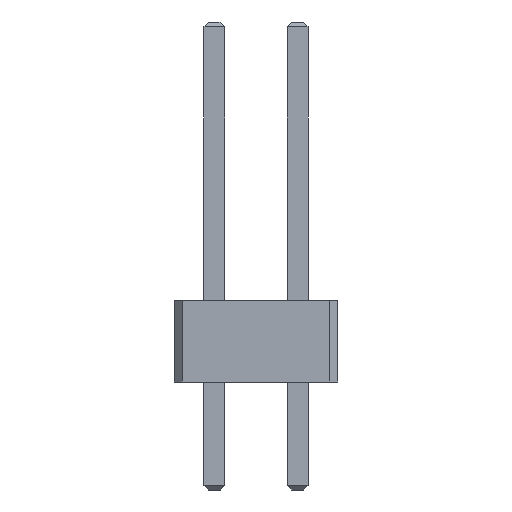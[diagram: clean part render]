
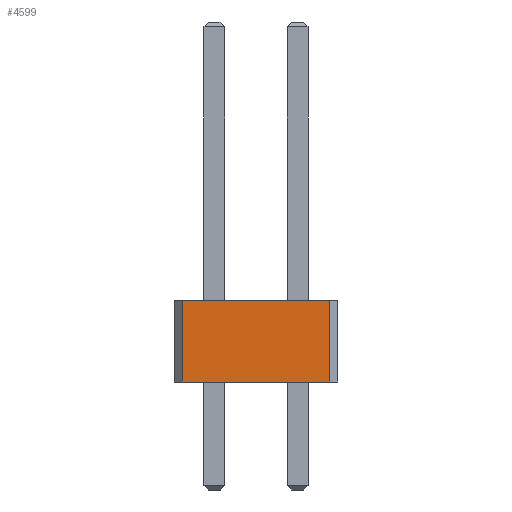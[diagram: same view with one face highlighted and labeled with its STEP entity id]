
A CAD part, front view. The second image highlights one B-rep face of the part: STEP entity #4599.
In plain terms, the highlighted face is planar.
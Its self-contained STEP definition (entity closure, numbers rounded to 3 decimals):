
#55 = PLANE('',#56);
#56 = AXIS2_PLACEMENT_3D('',#57,#58,#59);
#57 = CARTESIAN_POINT('',(-1.02,-1.23,0.));
#58 = DIRECTION('',(0.,0.,-1.));
#59 = DIRECTION('',(-1.,0.,0.));
#111 = PLANE('',#112);
#112 = AXIS2_PLACEMENT_3D('',#113,#114,#115);
#113 = CARTESIAN_POINT('',(-1.02,-1.23,2.5));
#114 = DIRECTION('',(0.,0.,-1.));
#115 = DIRECTION('',(-1.,0.,0.));
#592 = VERTEX_POINT('',#593);
#593 = CARTESIAN_POINT('',(11.43,3.52,0.));
#607 = PLANE('',#608);
#608 = AXIS2_PLACEMENT_3D('',#609,#610,#611);
#609 = CARTESIAN_POINT('',(11.305,3.645,0.));
#610 = DIRECTION('',(0.707,0.707,0.));
#611 = DIRECTION('',(0.,0.,-1.));
#619 = EDGE_CURVE('',#620,#592,#622,.T.);
#620 = VERTEX_POINT('',#621);
#621 = CARTESIAN_POINT('',(11.43,-0.98,0.));
#622 = SURFACE_CURVE('',#623,(#627,#634),.PCURVE_S1.);
#623 = LINE('',#624,#625);
#624 = CARTESIAN_POINT('',(11.43,-1.23,0.));
#625 = VECTOR('',#626,1.);
#626 = DIRECTION('',(0.,1.,0.));
#627 = PCURVE('',#55,#628);
#628 = DEFINITIONAL_REPRESENTATION('',(#629),#633);
#629 = LINE('',#630,#631);
#630 = CARTESIAN_POINT('',(-12.45,0.));
#631 = VECTOR('',#632,1.);
#632 = DIRECTION('',(0.,1.));
#633 = ( GEOMETRIC_REPRESENTATION_CONTEXT(2) 
PARAMETRIC_REPRESENTATION_CONTEXT() REPRESENTATION_CONTEXT('2D SPACE',''
  ) );
#634 = PCURVE('',#635,#640);
#635 = PLANE('',#636);
#636 = AXIS2_PLACEMENT_3D('',#637,#638,#639);
#637 = CARTESIAN_POINT('',(11.43,-1.23,0.));
#638 = DIRECTION('',(-1.,0.,0.));
#639 = DIRECTION('',(0.,1.,0.));
#640 = DEFINITIONAL_REPRESENTATION('',(#641),#645);
#641 = LINE('',#642,#643);
#642 = CARTESIAN_POINT('',(0.,0.));
#643 = VECTOR('',#644,1.);
#644 = DIRECTION('',(1.,0.));
#645 = ( GEOMETRIC_REPRESENTATION_CONTEXT(2) 
PARAMETRIC_REPRESENTATION_CONTEXT() REPRESENTATION_CONTEXT('2D SPACE',''
  ) );
#663 = PLANE('',#664);
#664 = AXIS2_PLACEMENT_3D('',#665,#666,#667);
#665 = CARTESIAN_POINT('',(11.305,-1.105,0.));
#666 = DIRECTION('',(0.707,-0.707,0.));
#667 = DIRECTION('',(-0.,-0.,-1.));
#2496 = VERTEX_POINT('',#2497);
#2497 = CARTESIAN_POINT('',(11.43,3.52,2.5));
#2518 = EDGE_CURVE('',#2519,#2496,#2521,.T.);
#2519 = VERTEX_POINT('',#2520);
#2520 = CARTESIAN_POINT('',(11.43,-0.98,2.5));
#2521 = SURFACE_CURVE('',#2522,(#2526,#2533),.PCURVE_S1.);
#2522 = LINE('',#2523,#2524);
#2523 = CARTESIAN_POINT('',(11.43,-1.23,2.5));
#2524 = VECTOR('',#2525,1.);
#2525 = DIRECTION('',(0.,1.,0.));
#2526 = PCURVE('',#111,#2527);
#2527 = DEFINITIONAL_REPRESENTATION('',(#2528),#2532);
#2528 = LINE('',#2529,#2530);
#2529 = CARTESIAN_POINT('',(-12.45,0.));
#2530 = VECTOR('',#2531,1.);
#2531 = DIRECTION('',(0.,1.));
#2532 = ( GEOMETRIC_REPRESENTATION_CONTEXT(2) 
PARAMETRIC_REPRESENTATION_CONTEXT() REPRESENTATION_CONTEXT('2D SPACE',''
  ) );
#2533 = PCURVE('',#635,#2534);
#2534 = DEFINITIONAL_REPRESENTATION('',(#2535),#2539);
#2535 = LINE('',#2536,#2537);
#2536 = CARTESIAN_POINT('',(0.,-2.5));
#2537 = VECTOR('',#2538,1.);
#2538 = DIRECTION('',(1.,0.));
#2539 = ( GEOMETRIC_REPRESENTATION_CONTEXT(2) 
PARAMETRIC_REPRESENTATION_CONTEXT() REPRESENTATION_CONTEXT('2D SPACE',''
  ) );
#4579 = EDGE_CURVE('',#620,#2519,#4580,.T.);
#4580 = SURFACE_CURVE('',#4581,(#4585,#4592),.PCURVE_S1.);
#4581 = LINE('',#4582,#4583);
#4582 = CARTESIAN_POINT('',(11.43,-0.98,0.));
#4583 = VECTOR('',#4584,1.);
#4584 = DIRECTION('',(0.,0.,1.));
#4585 = PCURVE('',#663,#4586);
#4586 = DEFINITIONAL_REPRESENTATION('',(#4587),#4591);
#4587 = LINE('',#4588,#4589);
#4588 = CARTESIAN_POINT('',(-0.,0.177));
#4589 = VECTOR('',#4590,1.);
#4590 = DIRECTION('',(-1.,0.));
#4591 = ( GEOMETRIC_REPRESENTATION_CONTEXT(2) 
PARAMETRIC_REPRESENTATION_CONTEXT() REPRESENTATION_CONTEXT('2D SPACE',''
  ) );
#4592 = PCURVE('',#635,#4593);
#4593 = DEFINITIONAL_REPRESENTATION('',(#4594),#4598);
#4594 = LINE('',#4595,#4596);
#4595 = CARTESIAN_POINT('',(0.25,0.));
#4596 = VECTOR('',#4597,1.);
#4597 = DIRECTION('',(0.,-1.));
#4598 = ( GEOMETRIC_REPRESENTATION_CONTEXT(2) 
PARAMETRIC_REPRESENTATION_CONTEXT() REPRESENTATION_CONTEXT('2D SPACE',''
  ) );
#4599 = ADVANCED_FACE('',(#4600),#635,.F.);
#4600 = FACE_BOUND('',#4601,.F.);
#4601 = EDGE_LOOP('',(#4602,#4603,#4604,#4605));
#4602 = ORIENTED_EDGE('',*,*,#619,.F.);
#4603 = ORIENTED_EDGE('',*,*,#4579,.T.);
#4604 = ORIENTED_EDGE('',*,*,#2518,.T.);
#4605 = ORIENTED_EDGE('',*,*,#4606,.F.);
#4606 = EDGE_CURVE('',#592,#2496,#4607,.T.);
#4607 = SURFACE_CURVE('',#4608,(#4612,#4619),.PCURVE_S1.);
#4608 = LINE('',#4609,#4610);
#4609 = CARTESIAN_POINT('',(11.43,3.52,0.));
#4610 = VECTOR('',#4611,1.);
#4611 = DIRECTION('',(0.,0.,1.));
#4612 = PCURVE('',#635,#4613);
#4613 = DEFINITIONAL_REPRESENTATION('',(#4614),#4618);
#4614 = LINE('',#4615,#4616);
#4615 = CARTESIAN_POINT('',(4.75,0.));
#4616 = VECTOR('',#4617,1.);
#4617 = DIRECTION('',(0.,-1.));
#4618 = ( GEOMETRIC_REPRESENTATION_CONTEXT(2) 
PARAMETRIC_REPRESENTATION_CONTEXT() REPRESENTATION_CONTEXT('2D SPACE',''
  ) );
#4619 = PCURVE('',#607,#4620);
#4620 = DEFINITIONAL_REPRESENTATION('',(#4621),#4625);
#4621 = LINE('',#4622,#4623);
#4622 = CARTESIAN_POINT('',(-0.,-0.177));
#4623 = VECTOR('',#4624,1.);
#4624 = DIRECTION('',(-1.,0.));
#4625 = ( GEOMETRIC_REPRESENTATION_CONTEXT(2) 
PARAMETRIC_REPRESENTATION_CONTEXT() REPRESENTATION_CONTEXT('2D SPACE',''
  ) );
